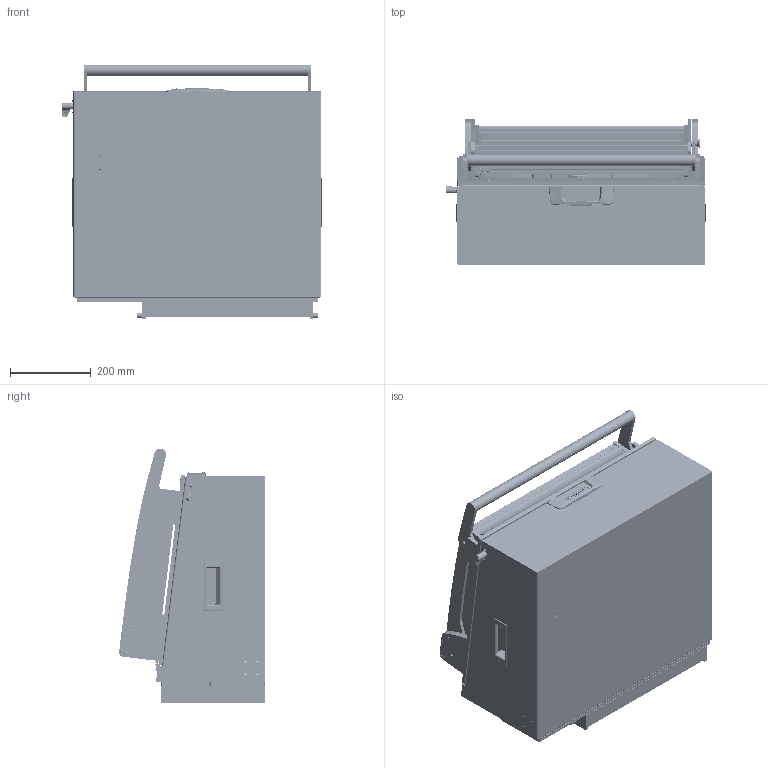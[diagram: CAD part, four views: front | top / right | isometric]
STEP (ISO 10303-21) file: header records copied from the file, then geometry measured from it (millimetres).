
FILE_DESCRIPTION (( 'STEP AP203' ), '1' );
FILE_NAME ('INGUN_49480.STEP', '2023-05-31T08:47:36', ( '' ), ( '' ), 'SwSTEP 2.0', 'SolidWorks 2021', '' );
FILE_SCHEMA (( 'CONFIG_CONTROL_DESIGN' ));
Length unit declared in the file: millimetre
Products named in the file (109): 113957~0_S; 37971~8_S; 37968~2_S; DIN7991~n_M03,0x016 VA; 31442~5_mit Zentrierstifen <S>; 112087~1_S; ISO7380~n_M05,0x020; 37973~3_S; 31253~0_S; 30984~0_S; ISO7380~n_M05,0x008; 31444~14_KUNDE<S>; 109771~2_S; 32462~0_S; 30758~0_S; 39894~2_KUNDE<S>; 111333~0_S; 37967~1; 113952~0_S; 35334~0_S; 31666~1_S; 32171~0_S; ISO7380~n_M03,0x005; 31788~1_flexibel<Standard>; 29805~4_geschlossen<S>; 30915~0; DIN125~n_04,3 M04,0; DIN6325~n_03,0m6x010; 30758_02~0_S; 32339~4_S; 110231~1_S; 38564~0; 37792~1_S; 113497~0_S; 2528~0; 20902~0; K_02037~0; 53032~0_S; 47523~0_S; ISO7380~n_M04,0x012 ...
Assembly tree (234 placements, depth 6):
  INGUN_49480
    114910~0_ohne GF<S>
      32727~9
      30758~0_S  x2
        30758_01~0_S
        30758_02~0_S
        38564~0
      20902~0
      DIN985-A2~n_M05,0  x3
      DIN7991~n_M05,0x012  x2
      32462~0_S
      DIN7991~n_M05,0x016
      8804~0
      DIN125~n_05,3 M05,0 Fase  x2
      20901~0_Abstand 296<Standard>
        20901~0_ohne Schiebeteil<Standard>
        20901_01~0
      53032~0_S
      32171~0_S
      29805~4_geschlossen<S>
        110322~4_S
        110705~2_S
        30984~0_S
        110231~1_S
        110443~0_S
        30112~0
        ISO7380~n_M05,0x030
        ISO7380~n_M04,0x008  x2
        DIN914~n_M04,0x05
      35334~0_S
    37790~10_KUNDE<S>
      109771~2_S
        38001~13
        37968~2_S
        37971~8_S
        37972~6_S
        2281~0_180ø<Standard>  x3
          2281~0
        32341~6_S
        53031~0_S
        35649~1_S
        35651~1_S
        31253~0_S
        30955~0_S
        30915~0
        ASR~asr_拱04,2x07x拌8  x2
        2528~0  x2
        31109~0
        37973~3_S
        38827~0_S
        31666~1_S
        114566~0_S  x2
          112087~1_S
            111995~1_S
            112086~2_S
            DIN125~n_05,3 M05,0 Fase
          49317~0
          DIN912~n_M04,0x016
          DIN125~n_04,3 M04,0
          DIN125~n_06,4 M06,0 Fase
Bounding box: 647.5 x 362.15 x 632.57 mm (x, y, z)
Volume: 8351737.5 mm3; surface area: 4262186.3 mm2
Topology: 236 solids, 240 shells, 6867 faces, 17237 edges, 10986 vertices
Faces by surface type: cylinder 3041, plane 2516, cone 871, bspline 234, torus 105, sphere 100
Entity records: 152442 total; most frequent: CARTESIAN_POINT 33201, DIRECTION 22883, ORIENTED_EDGE 20930, EDGE_CURVE 10465, AXIS2_PLACEMENT_3D 8673, VERTEX_POINT 6765, VECTOR 5537, LINE 5537
